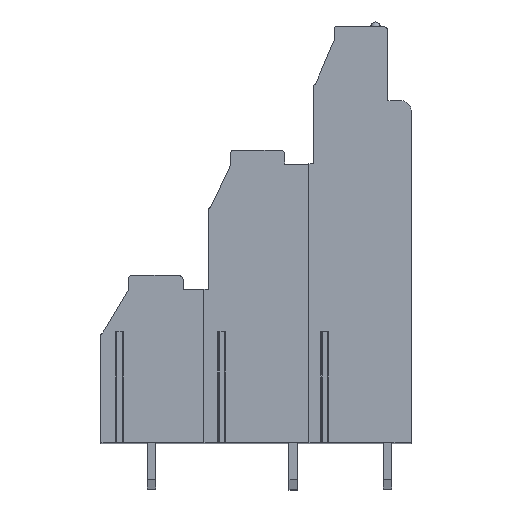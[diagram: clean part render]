
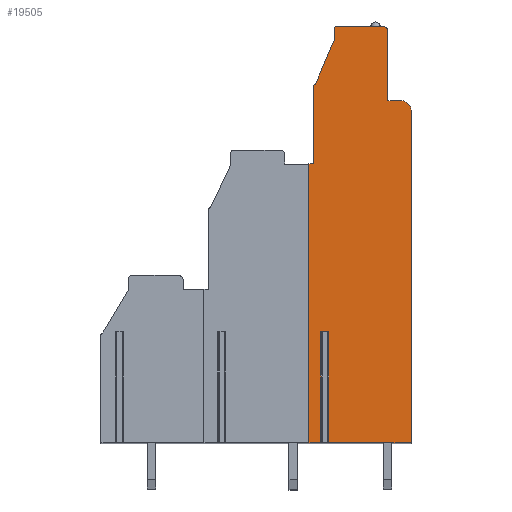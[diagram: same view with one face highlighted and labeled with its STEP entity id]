
A CAD part, top view. The second image highlights one B-rep face of the part: STEP entity #19505.
In plain terms, the highlighted planar face has unit normal (0, 0, 1).
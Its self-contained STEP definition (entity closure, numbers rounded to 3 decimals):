
#159=DIRECTION('',(1.,0.,0.));
#160=VECTOR('',#159,0.856);
#161=CARTESIAN_POINT('',(0.772,-18.05,58.42));
#162=LINE('',#161,#160);
#163=DIRECTION('',(0.,-1.,0.));
#164=VECTOR('',#163,11.95);
#165=CARTESIAN_POINT('',(0.772,-18.05,58.42));
#166=LINE('',#165,#164);
#167=DIRECTION('',(1.,0.,0.));
#168=VECTOR('',#167,1.272);
#169=CARTESIAN_POINT('',(-0.5,-30.,58.42));
#170=LINE('',#169,#168);
#171=DIRECTION('',(0.,1.,0.));
#172=VECTOR('',#171,30.);
#173=CARTESIAN_POINT('',(-0.5,-30.,58.42));
#174=LINE('',#173,#172);
#175=DIRECTION('',(-1.,0.,0.));
#176=VECTOR('',#175,0.5);
#177=CARTESIAN_POINT('',(0.,0.,58.42));
#178=LINE('',#177,#176);
#179=DIRECTION('',(0.,-1.,0.));
#180=VECTOR('',#179,8.4);
#181=CARTESIAN_POINT('',(0.,8.4,58.42));
#182=LINE('',#181,#180);
#183=CARTESIAN_POINT('',(0.2,8.4,58.42));
#184=DIRECTION('',(0.,0.,1.));
#185=DIRECTION('',(0.,1.,0.));
#186=AXIS2_PLACEMENT_3D('',#183,#184,#185);
#188=DIRECTION('',(-0.392,-0.92,0.));
#189=VECTOR('',#188,5.108);
#190=CARTESIAN_POINT('',(2.2,13.3,58.42));
#191=LINE('',#190,#189);
#192=DIRECTION('',(0.,-1.,0.));
#193=VECTOR('',#192,1.2);
#194=CARTESIAN_POINT('',(2.2,14.5,58.42));
#195=LINE('',#194,#193);
#196=CARTESIAN_POINT('',(2.5,14.5,58.42));
#197=DIRECTION('',(0.,0.,1.));
#198=DIRECTION('',(0.,1.,0.));
#199=AXIS2_PLACEMENT_3D('',#196,#197,#198);
#201=DIRECTION('',(-1.,0.,0.));
#202=VECTOR('',#201,5.);
#203=CARTESIAN_POINT('',(7.5,14.8,58.42));
#204=LINE('',#203,#202);
#205=CARTESIAN_POINT('',(7.5,14.3,58.42));
#206=DIRECTION('',(0.,0.,1.));
#207=DIRECTION('',(1.,0.,0.));
#208=AXIS2_PLACEMENT_3D('',#205,#206,#207);
#210=DIRECTION('',(0.,1.,0.));
#211=VECTOR('',#210,7.5);
#212=CARTESIAN_POINT('',(8.,6.8,58.42));
#213=LINE('',#212,#211);
#214=DIRECTION('',(-1.,0.,0.));
#215=VECTOR('',#214,1.5);
#216=CARTESIAN_POINT('',(9.5,6.8,58.42));
#217=LINE('',#216,#215);
#218=CARTESIAN_POINT('',(9.5,5.8,58.42));
#219=DIRECTION('',(0.,0.,1.));
#220=DIRECTION('',(1.,0.,0.));
#221=AXIS2_PLACEMENT_3D('',#218,#219,#220);
#223=DIRECTION('',(0.,1.,0.));
#224=VECTOR('',#223,35.8);
#225=CARTESIAN_POINT('',(10.5,-30.,58.42));
#226=LINE('',#225,#224);
#227=DIRECTION('',(1.,0.,0.));
#228=VECTOR('',#227,8.872);
#229=CARTESIAN_POINT('',(1.628,-30.,58.42));
#230=LINE('',#229,#228);
#231=DIRECTION('',(0.,-1.,0.));
#232=VECTOR('',#231,11.95);
#233=CARTESIAN_POINT('',(1.628,-18.05,58.42));
#234=LINE('',#233,#232);
#14821=CARTESIAN_POINT('',(10.5,-30.,58.42));
#14822=CARTESIAN_POINT('',(10.5,5.8,58.42));
#14823=VERTEX_POINT('',#14821);
#14824=VERTEX_POINT('',#14822);
#14825=CARTESIAN_POINT('',(9.5,6.8,58.42));
#14826=VERTEX_POINT('',#14825);
#14827=CARTESIAN_POINT('',(8.,6.8,58.42));
#14828=VERTEX_POINT('',#14827);
#14829=CARTESIAN_POINT('',(8.,14.3,58.42));
#14830=VERTEX_POINT('',#14829);
#14831=CARTESIAN_POINT('',(7.5,14.8,58.42));
#14832=VERTEX_POINT('',#14831);
#14833=CARTESIAN_POINT('',(2.5,14.8,58.42));
#14834=VERTEX_POINT('',#14833);
#14835=CARTESIAN_POINT('',(2.2,14.5,58.42));
#14836=VERTEX_POINT('',#14835);
#14837=CARTESIAN_POINT('',(2.2,13.3,58.42));
#14838=VERTEX_POINT('',#14837);
#14839=CARTESIAN_POINT('',(0.2,8.6,58.42));
#14840=VERTEX_POINT('',#14839);
#14841=CARTESIAN_POINT('',(0.,8.4,58.42));
#14842=VERTEX_POINT('',#14841);
#14843=CARTESIAN_POINT('',(0.,0.,58.42));
#14844=VERTEX_POINT('',#14843);
#14869=CARTESIAN_POINT('',(-0.5,-30.,58.42));
#14870=CARTESIAN_POINT('',(-0.5,0.,58.42));
#14871=VERTEX_POINT('',#14869);
#14872=VERTEX_POINT('',#14870);
#14929=CARTESIAN_POINT('',(0.772,-18.05,58.42));
#14930=CARTESIAN_POINT('',(1.628,-18.05,58.42));
#14931=VERTEX_POINT('',#14929);
#14932=VERTEX_POINT('',#14930);
#14937=CARTESIAN_POINT('',(0.772,-30.,58.42));
#14938=VERTEX_POINT('',#14937);
#14939=CARTESIAN_POINT('',(1.628,-30.,58.42));
#14940=VERTEX_POINT('',#14939);
#19462=CARTESIAN_POINT('',(0.,0.,58.42));
#19463=DIRECTION('',(0.,0.,1.));
#19464=DIRECTION('',(1.,0.,0.));
#19465=AXIS2_PLACEMENT_3D('',#19462,#19463,#19464);
#19466=PLANE('',#19465);
#19468=ORIENTED_EDGE('',*,*,#19467,.F.);
#19470=ORIENTED_EDGE('',*,*,#19469,.T.);
#19472=ORIENTED_EDGE('',*,*,#19471,.F.);
#19474=ORIENTED_EDGE('',*,*,#19473,.T.);
#19476=ORIENTED_EDGE('',*,*,#19475,.F.);
#19478=ORIENTED_EDGE('',*,*,#19477,.F.);
#19480=ORIENTED_EDGE('',*,*,#19479,.F.);
#19482=ORIENTED_EDGE('',*,*,#19481,.F.);
#19484=ORIENTED_EDGE('',*,*,#19483,.F.);
#19486=ORIENTED_EDGE('',*,*,#19485,.F.);
#19488=ORIENTED_EDGE('',*,*,#19487,.F.);
#19490=ORIENTED_EDGE('',*,*,#19489,.F.);
#19492=ORIENTED_EDGE('',*,*,#19491,.F.);
#19494=ORIENTED_EDGE('',*,*,#19493,.F.);
#19496=ORIENTED_EDGE('',*,*,#19495,.F.);
#19498=ORIENTED_EDGE('',*,*,#19497,.F.);
#19500=ORIENTED_EDGE('',*,*,#19499,.F.);
#19502=ORIENTED_EDGE('',*,*,#19501,.F.);
#19503=EDGE_LOOP('',(#19468,#19470,#19472,#19474,#19476,#19478,#19480,#19482,
#19484,#19486,#19488,#19490,#19492,#19494,#19496,#19498,#19500,#19502));
#19504=FACE_OUTER_BOUND('',#19503,.F.);
#19505=ADVANCED_FACE('',(#19504),#19466,.T.);
#187=CIRCLE('',#186,0.2);
#200=CIRCLE('',#199,0.3);
#209=CIRCLE('',#208,0.5);
#222=CIRCLE('',#221,1.);
#19467=EDGE_CURVE('',#14931,#14932,#162,.T.);
#19469=EDGE_CURVE('',#14931,#14938,#166,.T.);
#19471=EDGE_CURVE('',#14871,#14938,#170,.T.);
#19473=EDGE_CURVE('',#14871,#14872,#174,.T.);
#19475=EDGE_CURVE('',#14844,#14872,#178,.T.);
#19477=EDGE_CURVE('',#14842,#14844,#182,.T.);
#19479=EDGE_CURVE('',#14840,#14842,#187,.T.);
#19481=EDGE_CURVE('',#14838,#14840,#191,.T.);
#19483=EDGE_CURVE('',#14836,#14838,#195,.T.);
#19485=EDGE_CURVE('',#14834,#14836,#200,.T.);
#19487=EDGE_CURVE('',#14832,#14834,#204,.T.);
#19489=EDGE_CURVE('',#14830,#14832,#209,.T.);
#19491=EDGE_CURVE('',#14828,#14830,#213,.T.);
#19493=EDGE_CURVE('',#14826,#14828,#217,.T.);
#19495=EDGE_CURVE('',#14824,#14826,#222,.T.);
#19497=EDGE_CURVE('',#14823,#14824,#226,.T.);
#19499=EDGE_CURVE('',#14940,#14823,#230,.T.);
#19501=EDGE_CURVE('',#14932,#14940,#234,.T.);
